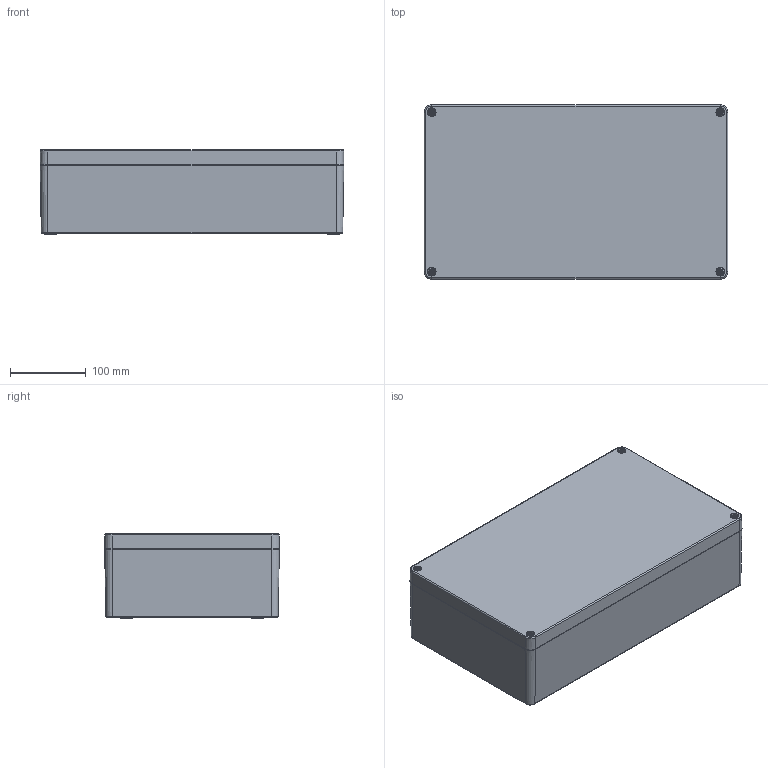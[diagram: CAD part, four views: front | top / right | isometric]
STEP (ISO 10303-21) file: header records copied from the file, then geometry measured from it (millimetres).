
FILE_DESCRIPTION(/* description */ (''),/* implementation_level */ '2;1');
FILE_NAME(/* name */ '0100103400-MBA_402311 - Index01.stp',/* time_stamp */ '2020-08-10T08:59:54+02:00',/* author */ ('alexander.rose'),/* organization */ (''),/* preprocessor_version */ 'ST-DEVELOPER v17.2',/* originating_system */ 'Autodesk Inventor 2019',/* authorisation */ '');
FILE_SCHEMA (('AUTOMOTIVE_DESIGN { 1 0 10303 214 3 1 1 }'));
Products named in the file (5): 0100103400-MBA_402311 - Index01; 0100103402-UT_402311 - Index01; 0100103401-OT_402311; M6-30; xxx-O-Ring-MBA_402311
Assembly tree (7 placements, depth 2):
  0100103400-MBA_402311 - Index01
    0100103402-UT_402311 - Index01
    0100103401-OT_402311
    M6-30  x4
    xxx-O-Ring-MBA_402311
Bounding box: 399.99 x 229.99 x 111 mm (x, y, z)
Volume: 1520949.8 mm3; surface area: 679108.7 mm2
Topology: 7 solids, 7 shells, 1778 faces, 4471 edges, 2824 vertices
Faces by surface type: plane 651, bspline 361, cylinder 309, torus 242, cone 211, sphere 4
Full cylindrical faces by diameter (mm): 3 x4, 4.917 x11, 5 x4, 5.4 x4, 6 x4, 6.5 x19, 9 x5, 10 x9, 15 x2
Entity records: 53389 total; most frequent: CARTESIAN_POINT 15573, ORIENTED_EDGE 8184, DIRECTION 7099, EDGE_CURVE 4092, VERTEX_POINT 2596, AXIS2_PLACEMENT_3D 2483, LINE 2133, VECTOR 2133
